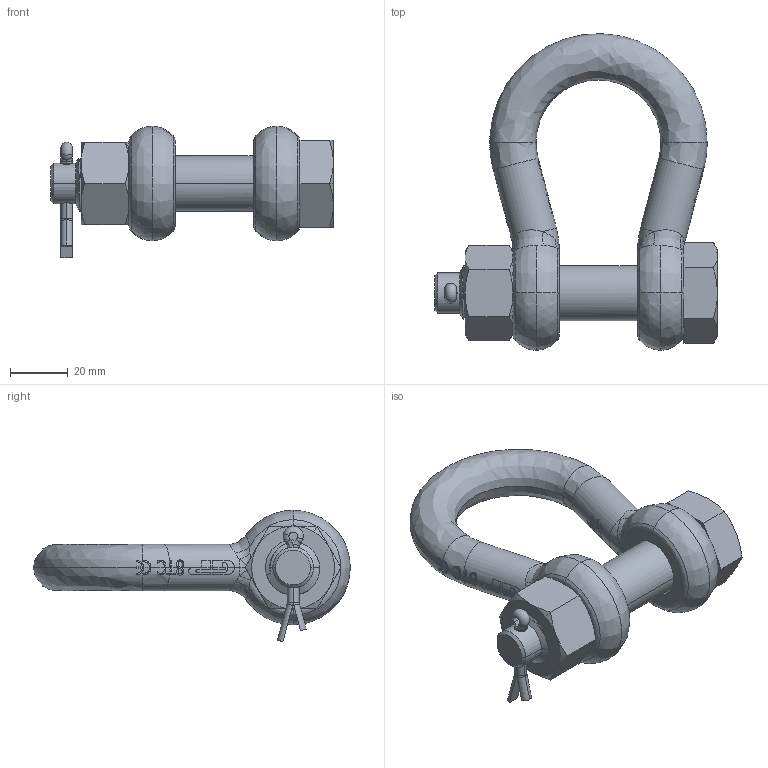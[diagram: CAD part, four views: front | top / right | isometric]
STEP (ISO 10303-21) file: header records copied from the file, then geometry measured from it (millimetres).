
FILE_DESCRIPTION(('STEP AP214'),'1');
FILE_NAME('sughmb16.stp','2017-03-31T06:16:14',('TraceParts'),('TraceParts S.A.'),'Spatial InterOp 3D',' ',' ');
FILE_SCHEMA(('automotive_design'));
Length unit declared in the file: millimetre
Products named in the file (4): sughmb16_1; sughmb16_2; sughmb16_3; sughmb16_4
Bounding box: 97.5 x 109.23 x 45.34 mm (x, y, z)
Volume: 96047 mm3; surface area: 29303.8 mm2
Topology: 4 solids, 4 shells, 743 faces, 2053 edges, 1321 vertices
Faces by surface type: bspline 324, plane 240, cylinder 146, cone 28, torus 5
Entity records: 38109 total; most frequent: CARTESIAN_POINT 22264, ORIENTED_EDGE 4082, DIRECTION 2091, EDGE_CURVE 2041, VERTEX_POINT 1321, LINE 851, VECTOR 851, B_SPLINE_CURVE_WITH_KNOTS 767
